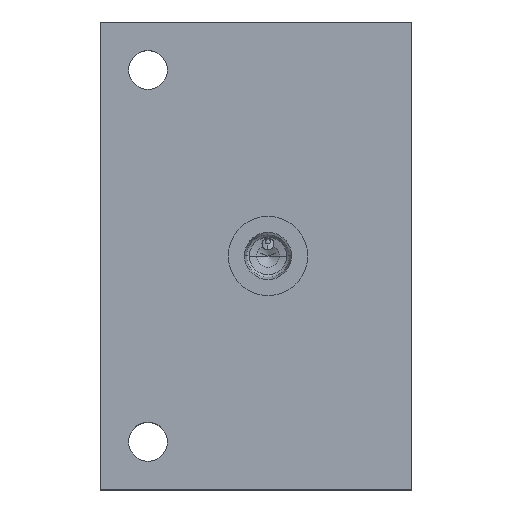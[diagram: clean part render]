
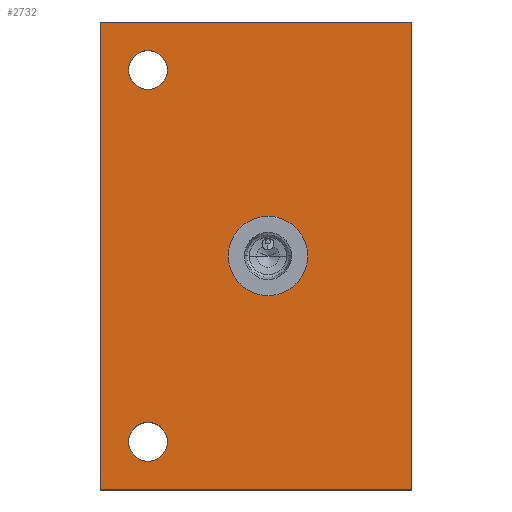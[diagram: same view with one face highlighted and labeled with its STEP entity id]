
A CAD part, top view. The second image highlights one B-rep face of the part: STEP entity #2732.
In plain terms, the highlighted planar face has unit normal (0, 0, 1).
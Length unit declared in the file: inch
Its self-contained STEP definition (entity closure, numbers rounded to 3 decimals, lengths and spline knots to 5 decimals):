
#113=DIRECTION('',(0.,-1.,0.));
#114=VECTOR('',#113,4.875);
#115=CARTESIAN_POINT('',(0.,0.,1.5));
#116=LINE('',#115,#114);
#117=DIRECTION('',(-1.,0.,0.));
#118=VECTOR('',#117,3.25);
#119=CARTESIAN_POINT('',(3.25,0.,1.5));
#120=LINE('',#119,#118);
#121=DIRECTION('',(0.,1.,0.));
#122=VECTOR('',#121,4.875);
#123=CARTESIAN_POINT('',(3.25,-4.875,1.5));
#124=LINE('',#123,#122);
#125=DIRECTION('',(1.,0.,0.));
#126=VECTOR('',#125,3.25);
#127=CARTESIAN_POINT('',(0.,-4.875,1.5));
#128=LINE('',#127,#126);
#129=CARTESIAN_POINT('',(0.5,-0.5,1.5));
#130=DIRECTION('',(0.,0.,-1.));
#131=DIRECTION('',(-1.,0.,0.));
#132=AXIS2_PLACEMENT_3D('',#129,#130,#131);
#134=CARTESIAN_POINT('',(0.5,-0.5,1.5));
#135=DIRECTION('',(0.,0.,-1.));
#136=DIRECTION('',(1.,0.,0.));
#137=AXIS2_PLACEMENT_3D('',#134,#135,#136);
#139=CARTESIAN_POINT('',(0.5,-4.375,1.5));
#140=DIRECTION('',(0.,0.,-1.));
#141=DIRECTION('',(-1.,0.,0.));
#142=AXIS2_PLACEMENT_3D('',#139,#140,#141);
#144=CARTESIAN_POINT('',(0.5,-4.375,1.5));
#145=DIRECTION('',(0.,0.,-1.));
#146=DIRECTION('',(1.,0.,0.));
#147=AXIS2_PLACEMENT_3D('',#144,#145,#146);
#149=CARTESIAN_POINT('',(1.75,-2.438,1.5));
#150=DIRECTION('',(0.,0.,-1.));
#151=DIRECTION('',(-1.,0.,0.));
#152=AXIS2_PLACEMENT_3D('',#149,#150,#151);
#154=CARTESIAN_POINT('',(1.75,-2.438,1.5));
#155=DIRECTION('',(0.,0.,-1.));
#156=DIRECTION('',(1.,0.,0.));
#157=AXIS2_PLACEMENT_3D('',#154,#155,#156);
#2246=CARTESIAN_POINT('',(0.,0.,1.5));
#2247=CARTESIAN_POINT('',(0.,-4.875,1.5));
#2248=VERTEX_POINT('',#2246);
#2249=VERTEX_POINT('',#2247);
#2250=CARTESIAN_POINT('',(3.25,-4.875,1.5));
#2251=VERTEX_POINT('',#2250);
#2252=CARTESIAN_POINT('',(3.25,0.,1.5));
#2253=VERTEX_POINT('',#2252);
#2258=CARTESIAN_POINT('',(0.297,-0.5,1.5));
#2259=CARTESIAN_POINT('',(0.703,-0.5,1.5));
#2260=VERTEX_POINT('',#2258);
#2261=VERTEX_POINT('',#2259);
#2266=CARTESIAN_POINT('',(0.297,-4.375,1.5));
#2267=CARTESIAN_POINT('',(0.703,-4.375,1.5));
#2268=VERTEX_POINT('',#2266);
#2269=VERTEX_POINT('',#2267);
#2270=CARTESIAN_POINT('',(1.3365,-2.438,1.5));
#2272=VERTEX_POINT('',#2270);
#2274=CARTESIAN_POINT('',(2.1635,-2.438,1.5));
#2276=VERTEX_POINT('',#2274);
#2703=CARTESIAN_POINT('',(0.,0.,1.5));
#2704=DIRECTION('',(0.,0.,1.));
#2705=DIRECTION('',(1.,0.,0.));
#2706=AXIS2_PLACEMENT_3D('',#2703,#2704,#2705);
#2707=PLANE('',#2706);
#2708=ORIENTED_EDGE('',*,*,#2619,.F.);
#2709=ORIENTED_EDGE('',*,*,#2646,.F.);
#2710=ORIENTED_EDGE('',*,*,#2666,.F.);
#2711=ORIENTED_EDGE('',*,*,#2691,.F.);
#2712=EDGE_LOOP('',(#2708,#2709,#2710,#2711));
#2713=FACE_OUTER_BOUND('',#2712,.F.);
#2715=ORIENTED_EDGE('',*,*,#2714,.F.);
#2717=ORIENTED_EDGE('',*,*,#2716,.F.);
#2718=EDGE_LOOP('',(#2715,#2717));
#2719=FACE_BOUND('',#2718,.F.);
#2721=ORIENTED_EDGE('',*,*,#2720,.F.);
#2723=ORIENTED_EDGE('',*,*,#2722,.F.);
#2724=EDGE_LOOP('',(#2721,#2723));
#2725=FACE_BOUND('',#2724,.F.);
#2727=ORIENTED_EDGE('',*,*,#2726,.F.);
#2729=ORIENTED_EDGE('',*,*,#2728,.F.);
#2730=EDGE_LOOP('',(#2727,#2729));
#2731=FACE_BOUND('',#2730,.F.);
#2732=ADVANCED_FACE('',(#2713,#2719,#2725,#2731),#2707,.T.);
#133=CIRCLE('',#132,0.203);
#138=CIRCLE('',#137,0.203);
#143=CIRCLE('',#142,0.203);
#148=CIRCLE('',#147,0.203);
#153=CIRCLE('',#152,0.4135);
#158=CIRCLE('',#157,0.4135);
#2619=EDGE_CURVE('',#2248,#2249,#116,.T.);
#2646=EDGE_CURVE('',#2253,#2248,#120,.T.);
#2666=EDGE_CURVE('',#2251,#2253,#124,.T.);
#2691=EDGE_CURVE('',#2249,#2251,#128,.T.);
#2714=EDGE_CURVE('',#2260,#2261,#133,.T.);
#2716=EDGE_CURVE('',#2261,#2260,#138,.T.);
#2720=EDGE_CURVE('',#2268,#2269,#143,.T.);
#2722=EDGE_CURVE('',#2269,#2268,#148,.T.);
#2726=EDGE_CURVE('',#2272,#2276,#153,.T.);
#2728=EDGE_CURVE('',#2276,#2272,#158,.T.);
